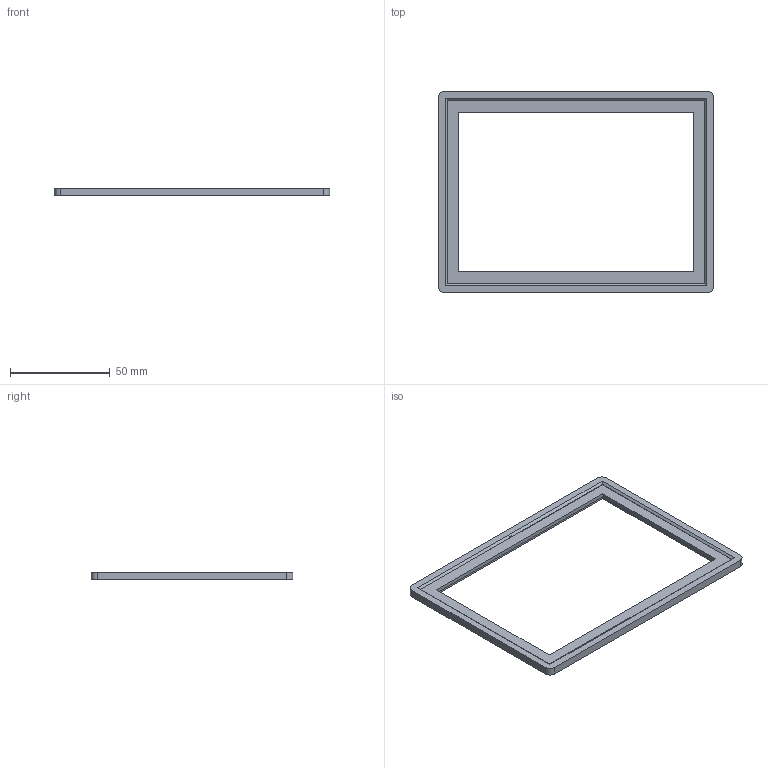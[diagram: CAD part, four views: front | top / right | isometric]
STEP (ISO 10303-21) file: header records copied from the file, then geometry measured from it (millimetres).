
FILE_DESCRIPTION( ( '' ), ' ' );
FILE_NAME( '5b5027395edc230eec191e42.step', '2018-07-19T05:52:58', ( '' ), ( '' ), ' ', ' ', ' ' );
FILE_SCHEMA( ( 'AUTOMOTIVE_DESIGN { 1 0 10303 214 1 1 1 1 }' ) );
Length unit declared in the file: metre
Products named in the file (2): Frame; PCB
Bounding box: 138 x 101 x 4 mm (x, y, z)
Volume: 17320.3 mm3; surface area: 19509.4 mm2
Topology: 2 solids, 2 shells, 35 faces, 83 edges, 54 vertices
Faces by surface type: plane 30, cylinder 5
Full cylindrical faces by diameter (mm): 3 x1
Entity records: 1304 total; most frequent: CARTESIAN_POINT 173, DIRECTION 166, ORIENTED_EDGE 164, EDGE_CURVE 82, LINE 72, VECTOR 72, VERTEX_POINT 54, AXIS2_PLACEMENT_3D 47
